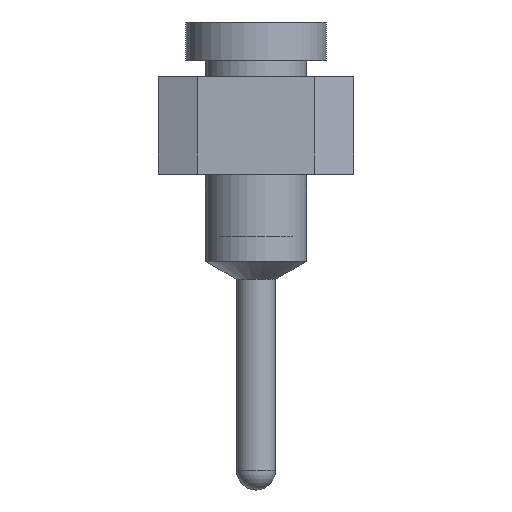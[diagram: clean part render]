
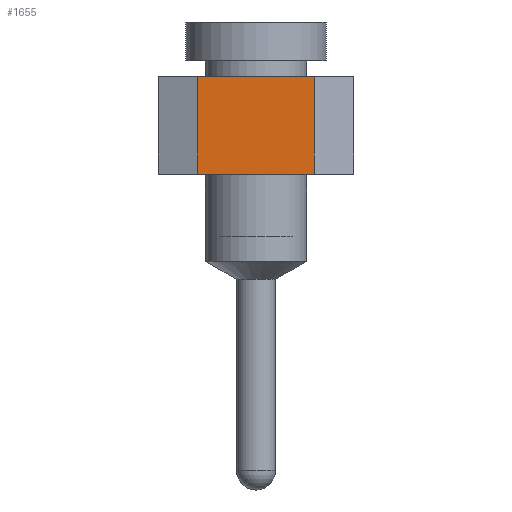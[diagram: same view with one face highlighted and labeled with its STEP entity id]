
A CAD part, left-side view. The second image highlights one B-rep face of the part: STEP entity #1655.
In plain terms, the highlighted planar face has unit normal (-1, 0, 0).
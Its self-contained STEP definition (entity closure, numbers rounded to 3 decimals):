
#1655 = ADVANCED_FACE('',(#1656),#1690,.F.);
#1656 = FACE_BOUND('',#1657,.T.);
#1657 = EDGE_LOOP('',(#1658,#1668,#1676,#1684));
#1658 = ORIENTED_EDGE('',*,*,#1659,.T.);
#1659 = EDGE_CURVE('',#1660,#1662,#1664,.T.);
#1660 = VERTEX_POINT('',#1661);
#1661 = CARTESIAN_POINT('',(-39.37,0.762,2.57));
#1662 = VERTEX_POINT('',#1663);
#1663 = CARTESIAN_POINT('',(-39.37,0.762,1.3));
#1664 = LINE('',#1665,#1666);
#1665 = CARTESIAN_POINT('',(-39.37,0.762,3.84));
#1666 = VECTOR('',#1667,1.);
#1667 = DIRECTION('',(0.,0.,-1.));
#1668 = ORIENTED_EDGE('',*,*,#1669,.T.);
#1669 = EDGE_CURVE('',#1662,#1670,#1672,.T.);
#1670 = VERTEX_POINT('',#1671);
#1671 = CARTESIAN_POINT('',(-39.37,-0.762,1.3));
#1672 = LINE('',#1673,#1674);
#1673 = CARTESIAN_POINT('',(-39.37,1.27,1.3));
#1674 = VECTOR('',#1675,1.);
#1675 = DIRECTION('',(0.,-1.,0.));
#1676 = ORIENTED_EDGE('',*,*,#1677,.F.);
#1677 = EDGE_CURVE('',#1678,#1670,#1680,.T.);
#1678 = VERTEX_POINT('',#1679);
#1679 = CARTESIAN_POINT('',(-39.37,-0.762,2.57));
#1680 = LINE('',#1681,#1682);
#1681 = CARTESIAN_POINT('',(-39.37,-0.762,3.84));
#1682 = VECTOR('',#1683,1.);
#1683 = DIRECTION('',(0.,0.,-1.));
#1684 = ORIENTED_EDGE('',*,*,#1685,.F.);
#1685 = EDGE_CURVE('',#1660,#1678,#1686,.T.);
#1686 = LINE('',#1687,#1688);
#1687 = CARTESIAN_POINT('',(-39.37,1.27,2.57));
#1688 = VECTOR('',#1689,1.);
#1689 = DIRECTION('',(0.,-1.,0.));
#1690 = PLANE('',#1691);
#1691 = AXIS2_PLACEMENT_3D('',#1692,#1693,#1694);
#1692 = CARTESIAN_POINT('',(-39.37,1.27,2.57));
#1693 = DIRECTION('',(1.,0.,0.));
#1694 = DIRECTION('',(0.,1.,0.));
